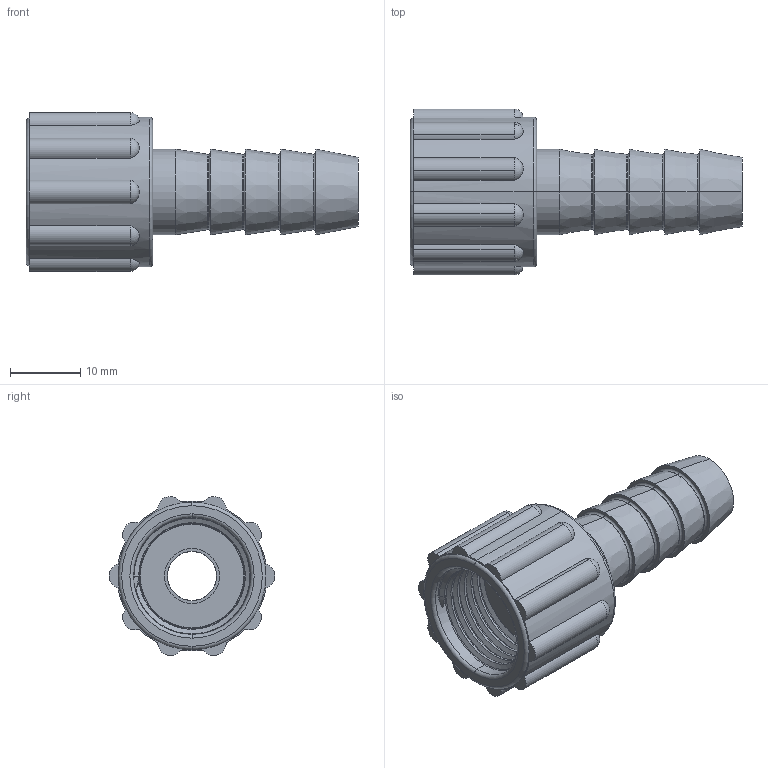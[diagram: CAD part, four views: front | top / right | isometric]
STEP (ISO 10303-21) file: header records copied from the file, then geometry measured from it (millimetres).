
FILE_DESCRIPTION (( 'STEP AP203' ), '1' );
FILE_NAME ('00120_0212.STEP', '2017-05-10T13:25:10', ( '' ), ( '' ), 'SwSTEP 2.0', 'SolidWorks 2011', '' );
FILE_SCHEMA (( 'CONFIG_CONTROL_DESIGN' ));
Length unit declared in the file: millimetre
Products named in the file (4): 00120_0212; 00125_0202; 00122_0202; 00123_0212
Assembly tree (3 placements, depth 2):
  00120_0212
    00125_0202
    00123_0212
    00122_0202
Bounding box: 47.2 x 23.59 x 22.61 mm (x, y, z)
Volume: 6271.8 mm3; surface area: 6041.6 mm2
Topology: 3 solids, 3 shells, 114 faces, 297 edges, 176 vertices
Faces by surface type: cylinder 47, torus 35, cone 14, plane 13, bspline 5
Entity records: 7746 total; most frequent: CARTESIAN_POINT 4718, DIRECTION 581, ORIENTED_EDGE 554, EDGE_CURVE 277, AXIS2_PLACEMENT_3D 255, VERTEX_POINT 176, CIRCLE 140, EDGE_LOOP 127
